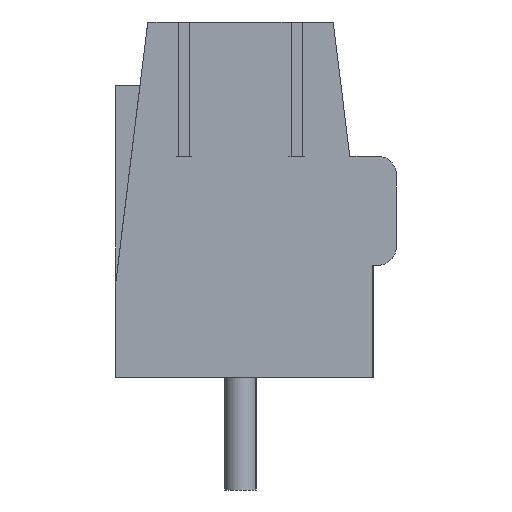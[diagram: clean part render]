
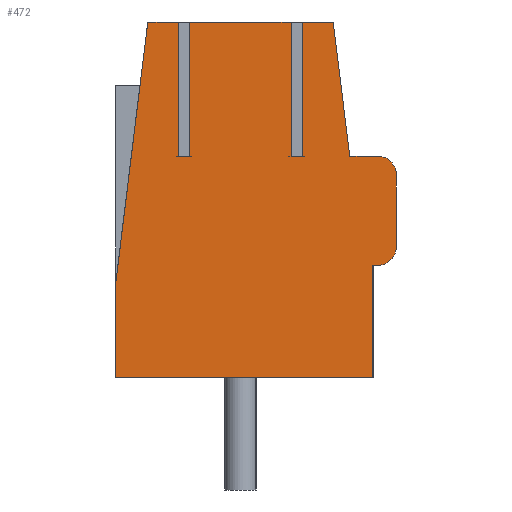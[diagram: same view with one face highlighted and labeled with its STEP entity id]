
A CAD part, left-side view. The second image highlights one B-rep face of the part: STEP entity #472.
In plain terms, the highlighted planar face has unit normal (-1, 0, 0).
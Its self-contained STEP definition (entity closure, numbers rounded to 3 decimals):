
#13=DIRECTION('',(0.,0.,1.));
#21=EDGE_CURVE('',#22,#24,#26,.T.);
#22=VERTEX_POINT('',#23);
#23=CARTESIAN_POINT('',(-2.5,-4.25,0.));
#24=VERTEX_POINT('',#25);
#25=CARTESIAN_POINT('',(-2.5,4.,0.));
#26=LINE('',#23,#27);
#27=VECTOR('',#28,1.);
#28=DIRECTION('',(0.,1.,0.));
#50=DIRECTION('',(0.,0.,-1.));
#58=DIRECTION('',(1.,0.,0.));
#66=DIRECTION('',(0.,-1.,0.));
#472=ADVANCED_FACE('',(#473),#581,.F.);
#473=FACE_BOUND('',#474,.F.);
#474=EDGE_LOOP('',(#475,#486,#492,#497,#498,#504,#511,#518,#523,#528,#533,#537,#542,#547,#552,#556,#563,#570,#577));
#475=ORIENTED_EDGE('',*,*,#476,.F.);
#476=EDGE_CURVE('',#477,#479,#481,.T.);
#477=VERTEX_POINT('',#478);
#478=CARTESIAN_POINT('',(-2.5,-4.4,3.6));
#479=VERTEX_POINT('',#480);
#480=CARTESIAN_POINT('',(-2.5,-5.,4.2));
#481=CIRCLE('',#482,0.6);
#482=AXIS2_PLACEMENT_3D('',#483,#484,#485);
#483=CARTESIAN_POINT('',(-2.5,-4.4,4.2));
#484=DIRECTION('',(-1.,0.,-0.));
#485=DIRECTION('',(-0.,0.,1.));
#486=ORIENTED_EDGE('',*,*,#487,.T.);
#487=EDGE_CURVE('',#477,#488,#490,.T.);
#488=VERTEX_POINT('',#489);
#489=CARTESIAN_POINT('',(-2.5,-4.25,3.6));
#490=LINE('',#491,#27);
#491=CARTESIAN_POINT('',(-2.5,-5.,3.6));
#492=ORIENTED_EDGE('',*,*,#493,.T.);
#493=EDGE_CURVE('',#488,#22,#494,.T.);
#494=LINE('',#495,#496);
#495=CARTESIAN_POINT('',(-2.5,-4.25,11.4));
#496=VECTOR('',#50,1.);
#497=ORIENTED_EDGE('',*,*,#21,.T.);
#498=ORIENTED_EDGE('',*,*,#499,.T.);
#499=EDGE_CURVE('',#24,#500,#502,.T.);
#500=VERTEX_POINT('',#501);
#501=CARTESIAN_POINT('',(-2.5,4.,3.));
#502=LINE('',#25,#503);
#503=VECTOR('',#13,1.);
#504=ORIENTED_EDGE('',*,*,#505,.F.);
#505=EDGE_CURVE('',#506,#500,#508,.T.);
#506=VERTEX_POINT('',#507);
#507=CARTESIAN_POINT('',(-2.5,2.97,11.4));
#508=LINE('',#507,#509);
#509=VECTOR('',#510,1.);
#510=DIRECTION('',(0.,0.122,-0.993));
#511=ORIENTED_EDGE('',*,*,#512,.T.);
#512=EDGE_CURVE('',#506,#513,#515,.T.);
#513=VERTEX_POINT('',#514);
#514=CARTESIAN_POINT('',(-2.5,1.978,11.4));
#515=LINE('',#516,#517);
#516=CARTESIAN_POINT('',(-2.5,4.,11.4));
#517=VECTOR('',#66,1.);
#518=ORIENTED_EDGE('',*,*,#519,.F.);
#519=EDGE_CURVE('',#520,#513,#522,.T.);
#520=VERTEX_POINT('',#521);
#521=CARTESIAN_POINT('',(-2.5,1.978,7.1));
#522=LINE('',#521,#503);
#523=ORIENTED_EDGE('',*,*,#524,.F.);
#524=EDGE_CURVE('',#525,#520,#527,.T.);
#525=VERTEX_POINT('',#526);
#526=CARTESIAN_POINT('',(-2.5,1.623,7.1));
#527=LINE('',#526,#27);
#528=ORIENTED_EDGE('',*,*,#529,.T.);
#529=EDGE_CURVE('',#525,#530,#532,.T.);
#530=VERTEX_POINT('',#531);
#531=CARTESIAN_POINT('',(-2.5,1.623,11.4));
#532=LINE('',#526,#503);
#533=ORIENTED_EDGE('',*,*,#534,.T.);
#534=EDGE_CURVE('',#530,#535,#515,.T.);
#535=VERTEX_POINT('',#536);
#536=CARTESIAN_POINT('',(-2.5,-1.623,11.4));
#537=ORIENTED_EDGE('',*,*,#538,.F.);
#538=EDGE_CURVE('',#539,#535,#541,.T.);
#539=VERTEX_POINT('',#540);
#540=CARTESIAN_POINT('',(-2.5,-1.623,7.1));
#541=LINE('',#540,#503);
#542=ORIENTED_EDGE('',*,*,#543,.F.);
#543=EDGE_CURVE('',#544,#539,#546,.T.);
#544=VERTEX_POINT('',#545);
#545=CARTESIAN_POINT('',(-2.5,-1.978,7.1));
#546=LINE('',#545,#27);
#547=ORIENTED_EDGE('',*,*,#548,.T.);
#548=EDGE_CURVE('',#544,#549,#551,.T.);
#549=VERTEX_POINT('',#550);
#550=CARTESIAN_POINT('',(-2.5,-1.978,11.4));
#551=LINE('',#545,#503);
#552=ORIENTED_EDGE('',*,*,#553,.T.);
#553=EDGE_CURVE('',#549,#554,#515,.T.);
#554=VERTEX_POINT('',#555);
#555=CARTESIAN_POINT('',(-2.5,-2.976,11.4));
#556=ORIENTED_EDGE('',*,*,#557,.T.);
#557=EDGE_CURVE('',#554,#558,#560,.T.);
#558=VERTEX_POINT('',#559);
#559=CARTESIAN_POINT('',(-2.5,-3.506,7.1));
#560=LINE('',#555,#561);
#561=VECTOR('',#562,1.);
#562=DIRECTION('',(0.,-0.122,-0.992));
#563=ORIENTED_EDGE('',*,*,#564,.F.);
#564=EDGE_CURVE('',#565,#558,#567,.T.);
#565=VERTEX_POINT('',#566);
#566=CARTESIAN_POINT('',(-2.5,-4.4,7.1));
#567=LINE('',#566,#568);
#568=VECTOR('',#569,1.);
#569=DIRECTION('',(0.,1.,0.));
#570=ORIENTED_EDGE('',*,*,#571,.T.);
#571=EDGE_CURVE('',#565,#572,#574,.T.);
#572=VERTEX_POINT('',#573);
#573=CARTESIAN_POINT('',(-2.5,-5.,6.5));
#574=CIRCLE('',#575,0.6);
#575=AXIS2_PLACEMENT_3D('',#576,#58,#485);
#576=CARTESIAN_POINT('',(-2.5,-4.4,6.5));
#577=ORIENTED_EDGE('',*,*,#578,.T.);
#578=EDGE_CURVE('',#572,#479,#579,.T.);
#579=LINE('',#580,#496);
#580=CARTESIAN_POINT('',(-2.5,-5.,7.1));
#581=PLANE('',#582);
#582=AXIS2_PLACEMENT_3D('',#583,#58,#485);
#583=CARTESIAN_POINT('',(-2.5,-0.125,5.7));
